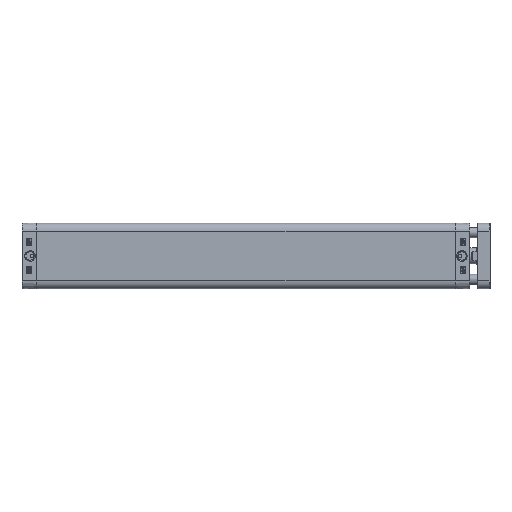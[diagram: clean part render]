
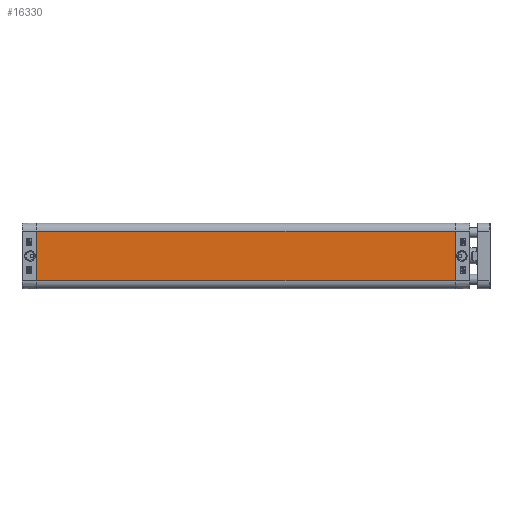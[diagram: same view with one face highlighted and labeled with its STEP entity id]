
A CAD part, left-side view. The second image highlights one B-rep face of the part: STEP entity #16330.
In plain terms, the highlighted planar face has unit normal (-1, 0, 0).
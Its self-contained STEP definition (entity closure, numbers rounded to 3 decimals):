
#12356=CARTESIAN_POINT('',(-32.75,-416.0,24.75));
#12357=VERTEX_POINT('',#12356);
#12364=CARTESIAN_POINT('',(-32.75,-416.0,-24.75));
#12365=VERTEX_POINT('',#12364);
#12366=CARTESIAN_POINT('',(-32.75,-416.0,-24.75));
#12367=DIRECTION('',(0.0,0.0,1.0));
#12368=VECTOR('',#12367,49.5);
#12369=LINE('',#12366,#12368);
#12370=EDGE_CURVE('',#12365,#12357,#12369,.T.);
#16288=CARTESIAN_POINT('',(-32.75,0.0,-24.75));
#16289=VERTEX_POINT('',#16288);
#16290=CARTESIAN_POINT('',(-32.75,0.0,-24.75));
#16291=DIRECTION('',(0.0,-1.0,0.0));
#16292=VECTOR('',#16291,416.0);
#16293=LINE('',#16290,#16292);
#16294=EDGE_CURVE('',#16289,#12365,#16293,.T.);
#16307=CARTESIAN_POINT('',(-32.75,0.0,-24.75));
#16308=DIRECTION('',(-1.0,0.0,0.0));
#16309=DIRECTION('',(0.0,0.0,1.0));
#16310=AXIS2_PLACEMENT_3D('',#16307,#16308,#16309);
#16311=PLANE('',#16310);
#16312=ORIENTED_EDGE('',*,*,#12370,.T.);
#16313=CARTESIAN_POINT('',(-32.75,0.0,24.75));
#16314=VERTEX_POINT('',#16313);
#16315=CARTESIAN_POINT('',(-32.75,0.0,24.75));
#16316=DIRECTION('',(0.0,-1.0,0.0));
#16317=VECTOR('',#16316,416.0);
#16318=LINE('',#16315,#16317);
#16319=EDGE_CURVE('',#16314,#12357,#16318,.T.);
#16320=ORIENTED_EDGE('',*,*,#16319,.F.);
#16321=CARTESIAN_POINT('',(-32.75,0.0,-24.75));
#16322=DIRECTION('',(0.0,0.0,1.0));
#16323=VECTOR('',#16322,49.5);
#16324=LINE('',#16321,#16323);
#16325=EDGE_CURVE('',#16289,#16314,#16324,.T.);
#16326=ORIENTED_EDGE('',*,*,#16325,.F.);
#16327=ORIENTED_EDGE('',*,*,#16294,.T.);
#16328=EDGE_LOOP('',(#16312,#16320,#16326,#16327));
#16329=FACE_OUTER_BOUND('',#16328,.T.);
#16330=ADVANCED_FACE('',(#16329),#16311,.T.);
